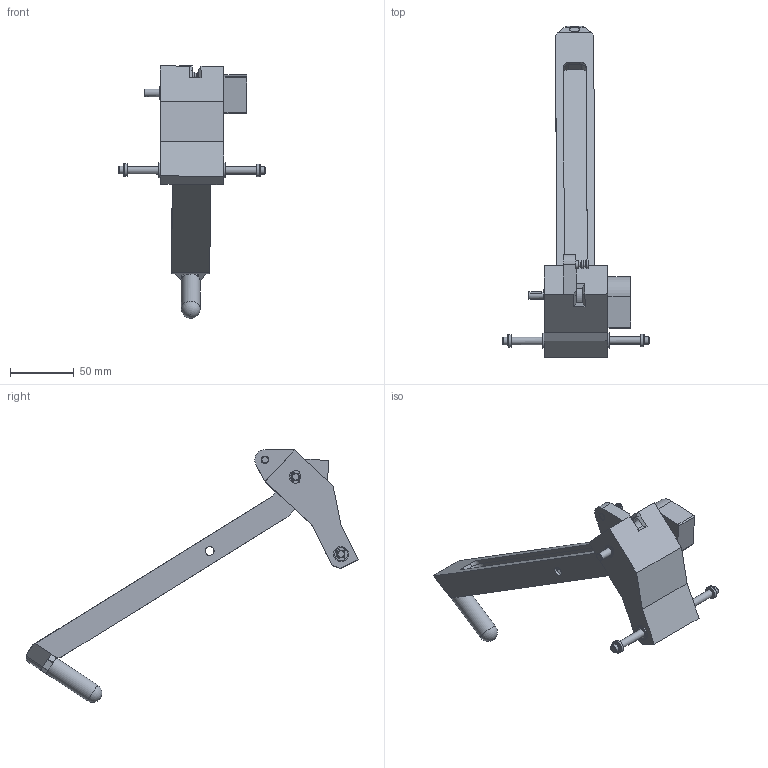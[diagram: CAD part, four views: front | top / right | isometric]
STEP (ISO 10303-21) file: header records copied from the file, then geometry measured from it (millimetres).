
FILE_DESCRIPTION((''),'2;1');
FILE_NAME('kicking mechanism.stp','2012-10-01T20:49:03',('s070255'),(''),'Autodesk Inventor 2012','Autodesk Inventor 2012','');
FILE_SCHEMA(('AUTOMOTIVE_DESIGN { 1 0 10303 214 1 1 1 1 }'));
Length unit declared in the file: millimetre
Products named in the file (13): kicking mechanism; Shaft 1; rod2; upper link; Permaglide PAF06080P10; Permaglide PAF06040P10; Pen 3; Pen 5; DIN 6799 5; Encoder kicking mechanism; ISO 4026 M3 x 6; Ring 2; Kicking pin 2
Assembly tree (18 placements, depth 2):
  kicking mechanism
    Shaft 1
    rod2
    upper link
    Permaglide PAF06080P10  x2
    Permaglide PAF06040P10  x2
    Pen 3
    Pen 5
    DIN 6799 5  x4
    Encoder kicking mechanism
    ISO 4026 M3 x 6
    Ring 2  x2
    Kicking pin 2
Bounding box: 115.02 x 261.07 x 198.71 mm (x, y, z)
Volume: 137573.1 mm3; surface area: 80520.9 mm2
Topology: 18 solids, 18 shells, 336 faces, 808 edges, 527 vertices
Faces by surface type: plane 163, cylinder 140, cone 16, torus 16, sphere 1
Full cylindrical faces by diameter (mm): 2.013 x2, 2.459 x1, 2.6 x2, 3 x1, 4 x2, 5 x4, 6 x18, 7 x2, 8 x8, 8.376 x1, 10 x3, 11 x1, 12 x4, 13 x2, 14.8 x1
Entity records: 7326 total; most frequent: DIRECTION 1273, CARTESIAN_POINT 1258, ORIENTED_EDGE 1016, EDGE_CURVE 508, AXIS2_PLACEMENT_3D 499, VERTEX_POINT 371, EDGE_LOOP 371, VECTOR 275
